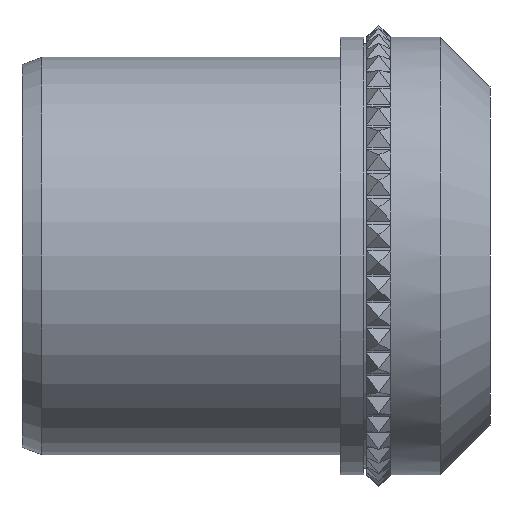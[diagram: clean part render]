
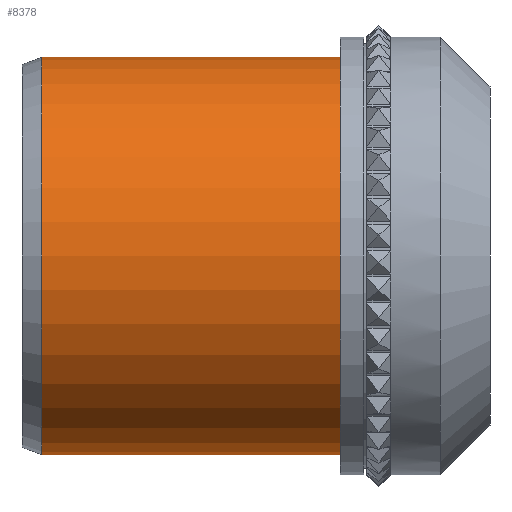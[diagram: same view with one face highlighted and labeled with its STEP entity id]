
A CAD part, front view. The second image highlights one B-rep face of the part: STEP entity #8378.
In plain terms, the highlighted cylindrical face has radius 15.85 mm (diameter 31.699 mm), a partial arc.
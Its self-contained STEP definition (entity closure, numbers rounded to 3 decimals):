
#708 = VECTOR ( 'NONE', #3764, 1000. ) ;
#932 = DIRECTION ( 'NONE',  ( -1., 0., 0. ) ) ;
#1694 = VERTEX_POINT ( 'NONE', #14488 ) ;
#1928 = DIRECTION ( 'NONE',  ( -1., 0., 0. ) ) ;
#2402 = CARTESIAN_POINT ( 'NONE',  ( 5.969, 0., -15.85 ) ) ;
#2605 = DIRECTION ( 'NONE',  ( -1., 0., 0. ) ) ;
#2746 = CARTESIAN_POINT ( 'NONE',  ( -17.844, 0., 15.85 ) ) ;
#3370 = EDGE_LOOP ( 'NONE', ( #14316, #6258, #11809, #4155 ) ) ;
#3477 = FACE_OUTER_BOUND ( 'NONE', #3370, .T. ) ;
#3704 = VERTEX_POINT ( 'NONE', #2402 ) ;
#3764 = DIRECTION ( 'NONE',  ( -1., 0., 0. ) ) ;
#3965 = LINE ( 'NONE', #7170, #10332 ) ;
#4155 = ORIENTED_EDGE ( 'NONE', *, *, #13357, .F. ) ;
#4199 = EDGE_CURVE ( 'NONE', #1694, #14093, #9464, .T. ) ;
#5121 = EDGE_CURVE ( 'NONE', #3704, #1694, #10794, .T. ) ;
#5191 = DIRECTION ( 'NONE',  ( 0., 0., 1. ) ) ;
#6134 = AXIS2_PLACEMENT_3D ( 'NONE', #12378, #1928, #11254 ) ;
#6228 = CARTESIAN_POINT ( 'NONE',  ( -17.844, 0., 0. ) ) ;
#6258 = ORIENTED_EDGE ( 'NONE', *, *, #5121, .T. ) ;
#6862 = CIRCLE ( 'NONE', #9971, 15.85 ) ;
#7170 = CARTESIAN_POINT ( 'NONE',  ( -47.476, 0., -15.85 ) ) ;
#8044 = DIRECTION ( 'NONE',  ( 0., 0., -1. ) ) ;
#8096 = EDGE_CURVE ( 'NONE', #3704, #12294, #3965, .T. ) ;
#8378 = ADVANCED_FACE ( 'NONE', ( #3477 ), #11317, .T. ) ;
#9464 = LINE ( 'NONE', #14254, #708 ) ;
#9971 = AXIS2_PLACEMENT_3D ( 'NONE', #6228, #12172, #5191 ) ;
#10213 = CARTESIAN_POINT ( 'NONE',  ( -17.844, 0., -15.85 ) ) ;
#10214 = CARTESIAN_POINT ( 'NONE',  ( 5.969, 0., 0. ) ) ;
#10332 = VECTOR ( 'NONE', #2605, 1000. ) ;
#10794 = CIRCLE ( 'NONE', #12199, 15.85 ) ;
#11254 = DIRECTION ( 'NONE',  ( 0., 0., 1. ) ) ;
#11317 = CYLINDRICAL_SURFACE ( 'NONE', #6134, 15.85 ) ;
#11809 = ORIENTED_EDGE ( 'NONE', *, *, #4199, .T. ) ;
#12172 = DIRECTION ( 'NONE',  ( -1., 0., 0. ) ) ;
#12199 = AXIS2_PLACEMENT_3D ( 'NONE', #10214, #932, #8044 ) ;
#12294 = VERTEX_POINT ( 'NONE', #10213 ) ;
#12378 = CARTESIAN_POINT ( 'NONE',  ( -47.476, 0., 0. ) ) ;
#13357 = EDGE_CURVE ( 'NONE', #12294, #14093, #6862, .T. ) ;
#14093 = VERTEX_POINT ( 'NONE', #2746 ) ;
#14254 = CARTESIAN_POINT ( 'NONE',  ( -47.476, 0., 15.85 ) ) ;
#14316 = ORIENTED_EDGE ( 'NONE', *, *, #8096, .F. ) ;
#14488 = CARTESIAN_POINT ( 'NONE',  ( 5.969, 0., 15.85 ) ) ;
